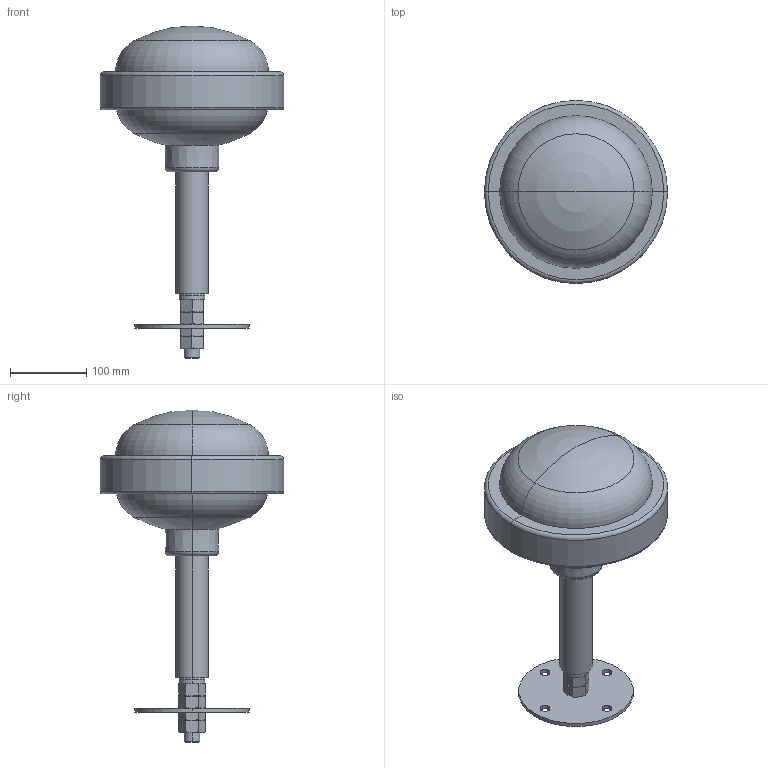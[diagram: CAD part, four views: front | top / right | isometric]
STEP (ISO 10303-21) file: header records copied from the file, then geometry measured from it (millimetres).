
FILE_DESCRIPTION (( 'STEP AP203' ), '1' );
FILE_NAME ('Magnum.STEP', '2024-12-03T01:08:02', ( '' ), ( '' ), 'SwSTEP 2.0', 'SolidWorks 2024', '' );
FILE_SCHEMA (( 'CONFIG_CONTROL_DESIGN' ));
Length unit declared in the file: millimetre
Products named in the file (1): Magnum
Bounding box: 240 x 240 x 435 mm (x, y, z)
Volume: 5020881.7 mm3; surface area: 225348.7 mm2
Topology: 1 solids, 1 shells, 122 faces, 268 edges, 153 vertices
Faces by surface type: plane 56, cone 34, cylinder 18, torus 12, sphere 2
Entity records: 3563 total; most frequent: CARTESIAN_POINT 830, DIRECTION 576, ORIENTED_EDGE 532, EDGE_CURVE 266, AXIS2_PLACEMENT_3D 235, VERTEX_POINT 153, EDGE_LOOP 137, ADVANCED_FACE 122
